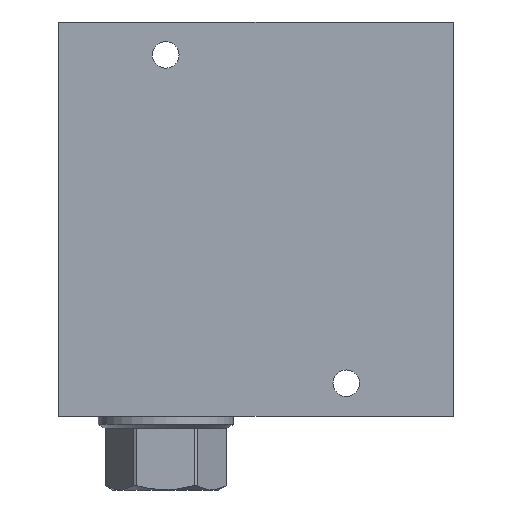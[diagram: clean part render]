
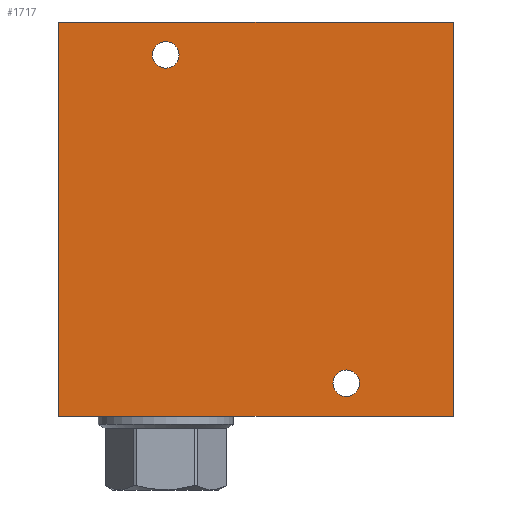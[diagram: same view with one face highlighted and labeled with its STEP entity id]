
A CAD part, front view. The second image highlights one B-rep face of the part: STEP entity #1717.
In plain terms, the highlighted planar face has unit normal (0, -1, 0).
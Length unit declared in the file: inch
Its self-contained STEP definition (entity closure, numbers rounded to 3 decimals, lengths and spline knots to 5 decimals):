
#5=DIRECTION('',(1.,0.,0.));
#6=VECTOR('',#5,6.);
#7=CARTESIAN_POINT('',(0.,-3.,0.));
#8=LINE('',#7,#6);
#75=DIRECTION('',(0.,0.,1.));
#76=VECTOR('',#75,6.);
#77=CARTESIAN_POINT('',(6.,-3.,0.));
#78=LINE('',#77,#76);
#89=DIRECTION('',(0.,0.,1.));
#90=VECTOR('',#89,6.);
#91=CARTESIAN_POINT('',(0.,-3.,0.));
#92=LINE('',#91,#90);
#93=CARTESIAN_POINT('',(1.625,-3.,5.5));
#94=DIRECTION('',(0.,-1.,0.));
#95=DIRECTION('',(-1.,0.,0.));
#96=AXIS2_PLACEMENT_3D('',#93,#94,#95);
#98=CARTESIAN_POINT('',(1.625,-3.,5.5));
#99=DIRECTION('',(0.,-1.,0.));
#100=DIRECTION('',(1.,0.,0.));
#101=AXIS2_PLACEMENT_3D('',#98,#99,#100);
#103=CARTESIAN_POINT('',(4.375,-3.,0.5));
#104=DIRECTION('',(0.,-1.,0.));
#105=DIRECTION('',(-1.,0.,0.));
#106=AXIS2_PLACEMENT_3D('',#103,#104,#105);
#108=CARTESIAN_POINT('',(4.375,-3.,0.5));
#109=DIRECTION('',(0.,-1.,0.));
#110=DIRECTION('',(1.,0.,0.));
#111=AXIS2_PLACEMENT_3D('',#108,#109,#110);
#125=DIRECTION('',(1.,0.,0.));
#126=VECTOR('',#125,6.);
#127=CARTESIAN_POINT('',(0.,-3.,6.));
#128=LINE('',#127,#126);
#1392=CARTESIAN_POINT('',(0.,-3.,0.));
#1394=VERTEX_POINT('',#1392);
#1395=CARTESIAN_POINT('',(6.,-3.,0.));
#1396=VERTEX_POINT('',#1395);
#1400=CARTESIAN_POINT('',(0.,-3.,6.));
#1402=VERTEX_POINT('',#1400);
#1403=CARTESIAN_POINT('',(6.,-3.,6.));
#1404=VERTEX_POINT('',#1403);
#1498=CARTESIAN_POINT('',(1.422,-3.,5.5));
#1499=CARTESIAN_POINT('',(1.828,-3.,5.5));
#1500=VERTEX_POINT('',#1498);
#1501=VERTEX_POINT('',#1499);
#1506=CARTESIAN_POINT('',(4.172,-3.,0.5));
#1507=CARTESIAN_POINT('',(4.578,-3.,0.5));
#1508=VERTEX_POINT('',#1506);
#1509=VERTEX_POINT('',#1507);
#1693=CARTESIAN_POINT('',(0.,-3.,0.));
#1694=DIRECTION('',(0.,-1.,0.));
#1695=DIRECTION('',(1.,0.,0.));
#1696=AXIS2_PLACEMENT_3D('',#1693,#1694,#1695);
#1697=PLANE('',#1696);
#1698=ORIENTED_EDGE('',*,*,#1605,.F.);
#1699=ORIENTED_EDGE('',*,*,#1630,.T.);
#1701=ORIENTED_EDGE('',*,*,#1700,.T.);
#1702=ORIENTED_EDGE('',*,*,#1679,.F.);
#1703=EDGE_LOOP('',(#1698,#1699,#1701,#1702));
#1704=FACE_OUTER_BOUND('',#1703,.F.);
#1706=ORIENTED_EDGE('',*,*,#1705,.T.);
#1708=ORIENTED_EDGE('',*,*,#1707,.T.);
#1709=EDGE_LOOP('',(#1706,#1708));
#1710=FACE_BOUND('',#1709,.F.);
#1712=ORIENTED_EDGE('',*,*,#1711,.T.);
#1714=ORIENTED_EDGE('',*,*,#1713,.T.);
#1715=EDGE_LOOP('',(#1712,#1714));
#1716=FACE_BOUND('',#1715,.F.);
#1717=ADVANCED_FACE('',(#1704,#1710,#1716),#1697,.T.);
#97=CIRCLE('',#96,0.203);
#102=CIRCLE('',#101,0.203);
#107=CIRCLE('',#106,0.203);
#112=CIRCLE('',#111,0.203);
#1605=EDGE_CURVE('',#1394,#1396,#8,.T.);
#1630=EDGE_CURVE('',#1394,#1402,#92,.T.);
#1679=EDGE_CURVE('',#1396,#1404,#78,.T.);
#1700=EDGE_CURVE('',#1402,#1404,#128,.T.);
#1705=EDGE_CURVE('',#1500,#1501,#97,.T.);
#1707=EDGE_CURVE('',#1501,#1500,#102,.T.);
#1711=EDGE_CURVE('',#1508,#1509,#107,.T.);
#1713=EDGE_CURVE('',#1509,#1508,#112,.T.);
